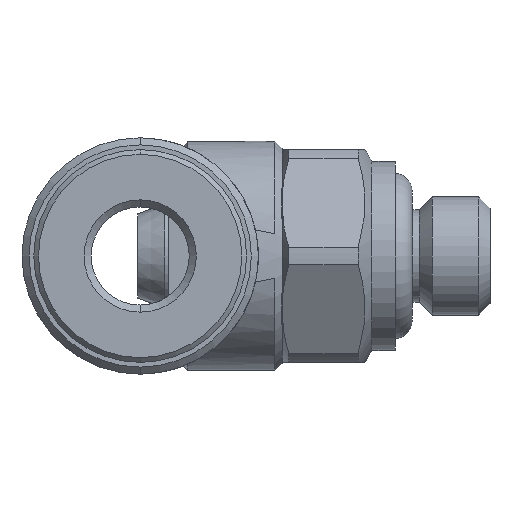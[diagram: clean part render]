
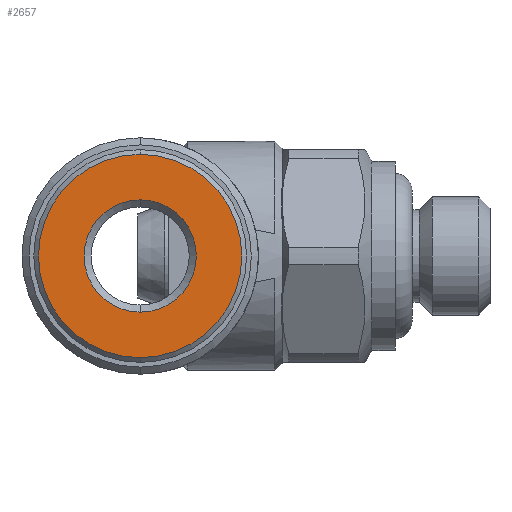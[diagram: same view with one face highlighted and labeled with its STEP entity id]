
A CAD part, left-side view. The second image highlights one B-rep face of the part: STEP entity #2657.
In plain terms, the highlighted planar face has unit normal (-1, 0, 0).
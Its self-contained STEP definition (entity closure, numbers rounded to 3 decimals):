
#243 = VERTEX_POINT ( 'NONE', #666 ) ;
#250 = VERTEX_POINT ( 'NONE', #661 ) ;
#313 = VERTEX_POINT ( 'NONE', #617 ) ;
#330 = VERTEX_POINT ( 'NONE', #591 ) ;
#366 = FACE_OUTER_BOUND ( 'NONE', #1123, .T. ) ;
#423 = DIRECTION ( 'NONE',  ( 0., 0., 1. ) ) ;
#426 = DIRECTION ( 'NONE',  ( 1., 0., 0. ) ) ;
#432 = CARTESIAN_POINT ( 'NONE',  ( -16.1, 4.3, 0. ) ) ;
#437 = PLANE ( 'NONE',  #1618 ) ;
#448 = FACE_BOUND ( 'NONE', #1129, .T. ) ;
#591 = CARTESIAN_POINT ( 'NONE',  ( -16.1, 0., 2.375 ) ) ;
#617 = CARTESIAN_POINT ( 'NONE',  ( -16.1, 0., 4.3 ) ) ;
#661 = CARTESIAN_POINT ( 'NONE',  ( -16.1, 0., -2.375 ) ) ;
#666 = CARTESIAN_POINT ( 'NONE',  ( -16.1, 0., -4.3 ) ) ;
#1123 = EDGE_LOOP ( 'NONE', ( #2353, #2352 ) ) ;
#1129 = EDGE_LOOP ( 'NONE', ( #2364, #2363 ) ) ;
#1292 = CIRCLE ( 'NONE', #1518, 2.375 ) ;
#1518 = AXIS2_PLACEMENT_3D ( 'NONE', #3109, #3110, #3111 ) ;
#1545 = AXIS2_PLACEMENT_3D ( 'NONE', #3099, #3100, #3101 ) ;
#1554 = CIRCLE ( 'NONE', #1545, 4.3 ) ;
#1618 = AXIS2_PLACEMENT_3D ( 'NONE', #432, #426, #423 ) ;
#1788 = CIRCLE ( 'NONE', #1801, 2.375 ) ;
#1798 = CIRCLE ( 'NONE', #1799, 4.3 ) ;
#1799 = AXIS2_PLACEMENT_3D ( 'NONE', #2543, #2544, #2545 ) ;
#1801 = AXIS2_PLACEMENT_3D ( 'NONE', #2546, #2547, #2548 ) ;
#2352 = ORIENTED_EDGE ( 'NONE', *, *, #3021, .F. ) ;
#2353 = ORIENTED_EDGE ( 'NONE', *, *, #2897, .F. ) ;
#2363 = ORIENTED_EDGE ( 'NONE', *, *, #3022, .T. ) ;
#2364 = ORIENTED_EDGE ( 'NONE', *, *, #2901, .T. ) ;
#2543 = CARTESIAN_POINT ( 'NONE',  ( -16.1, 0., 0. ) ) ;
#2544 = DIRECTION ( 'NONE',  ( 1., 0., 0. ) ) ;
#2545 = DIRECTION ( 'NONE',  ( 0., 0., 1. ) ) ;
#2546 = CARTESIAN_POINT ( 'NONE',  ( -16.1, 0., 0. ) ) ;
#2547 = DIRECTION ( 'NONE',  ( 1., 0., 0. ) ) ;
#2548 = DIRECTION ( 'NONE',  ( 0., 0., 1. ) ) ;
#2657 = ADVANCED_FACE ( 'NONE', ( #366, #448 ), #437, .F. ) ;
#2897 = EDGE_CURVE ( 'NONE', #313, #243, #1554, .T. ) ;
#2901 = EDGE_CURVE ( 'NONE', #250, #330, #1292, .T. ) ;
#3021 = EDGE_CURVE ( 'NONE', #243, #313, #1798, .T. ) ;
#3022 = EDGE_CURVE ( 'NONE', #330, #250, #1788, .T. ) ;
#3099 = CARTESIAN_POINT ( 'NONE',  ( -16.1, 0., 0. ) ) ;
#3100 = DIRECTION ( 'NONE',  ( 1., 0., 0. ) ) ;
#3101 = DIRECTION ( 'NONE',  ( 0., 0., 1. ) ) ;
#3109 = CARTESIAN_POINT ( 'NONE',  ( -16.1, 0., 0. ) ) ;
#3110 = DIRECTION ( 'NONE',  ( 1., 0., 0. ) ) ;
#3111 = DIRECTION ( 'NONE',  ( 0., 0., 1. ) ) ;
